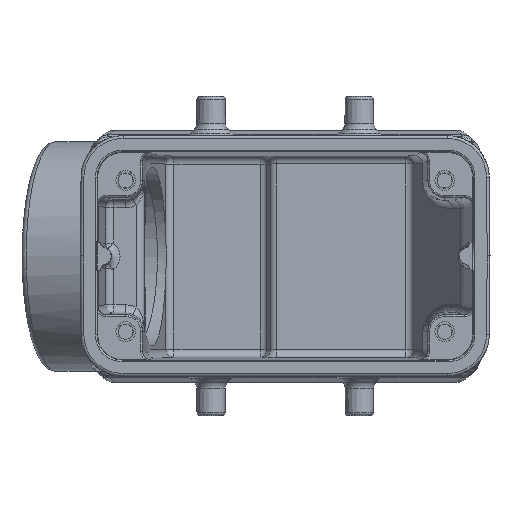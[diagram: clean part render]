
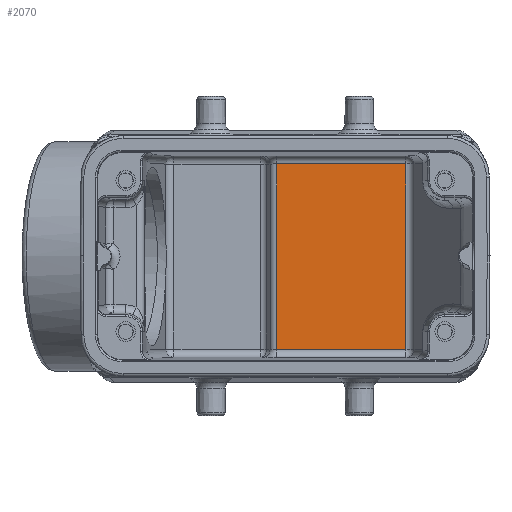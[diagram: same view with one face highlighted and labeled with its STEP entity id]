
A CAD part, top view. The second image highlights one B-rep face of the part: STEP entity #2070.
In plain terms, the highlighted planar face has unit normal (0, 0, 1).
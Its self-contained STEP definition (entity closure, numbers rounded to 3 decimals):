
#2070=ADVANCED_FACE('',(#3070),#2516,.F.);
#2516=PLANE('',#12845);
#3070=FACE_OUTER_BOUND('',#3802,.T.);
#3802=EDGE_LOOP('',(#6333,#6334,#6335,#6336));
#6333=ORIENTED_EDGE('',*,*,#9988,.T.);
#6334=ORIENTED_EDGE('',*,*,#9995,.T.);
#6335=ORIENTED_EDGE('',*,*,#9996,.T.);
#6336=ORIENTED_EDGE('',*,*,#9997,.T.);
#8459=VERTEX_POINT('',#23043);
#8460=VERTEX_POINT('',#23047);
#8464=VERTEX_POINT('',#23059);
#8465=VERTEX_POINT('',#23063);
#9988=EDGE_CURVE('',#8459,#8460,#11081,.T.);
#9995=EDGE_CURVE('',#8460,#8464,#11084,.T.);
#9996=EDGE_CURVE('',#8464,#8465,#11085,.T.);
#9997=EDGE_CURVE('',#8465,#8459,#11086,.T.);
#11081=LINE('',#23046,#11852);
#11084=LINE('',#23060,#11855);
#11085=LINE('',#23062,#11856);
#11086=LINE('',#23064,#11857);
#11852=VECTOR('',#14955,1.);
#11855=VECTOR('',#14970,1.);
#11856=VECTOR('',#14973,1.);
#11857=VECTOR('',#14974,1.);
#12845=AXIS2_PLACEMENT_3D('',#23065,#14975,#14976);
#14955=DIRECTION('',(0.,1.,0.));
#14970=DIRECTION('',(-1.,0.,0.));
#14973=DIRECTION('',(0.,-1.,0.));
#14974=DIRECTION('',(1.,0.,0.));
#14975=DIRECTION('',(0.,0.,-1.));
#14976=DIRECTION('',(-1.,0.,0.));
#23043=CARTESIAN_POINT('',(21.573,-16.546,-65.));
#23046=CARTESIAN_POINT('',(21.573,-16.546,-65.));
#23047=CARTESIAN_POINT('',(21.573,16.546,-65.));
#23059=CARTESIAN_POINT('',(-1.493,16.546,-65.));
#23060=CARTESIAN_POINT('',(21.573,16.546,-65.));
#23062=CARTESIAN_POINT('',(-1.493,16.546,-65.));
#23063=CARTESIAN_POINT('',(-1.493,-16.546,-65.));
#23064=CARTESIAN_POINT('',(-1.493,-16.546,-65.));
#23065=CARTESIAN_POINT('',(22.724,-18.6,-65.));
